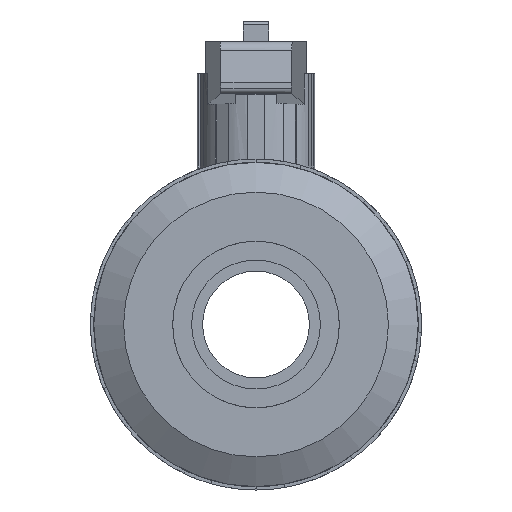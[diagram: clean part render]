
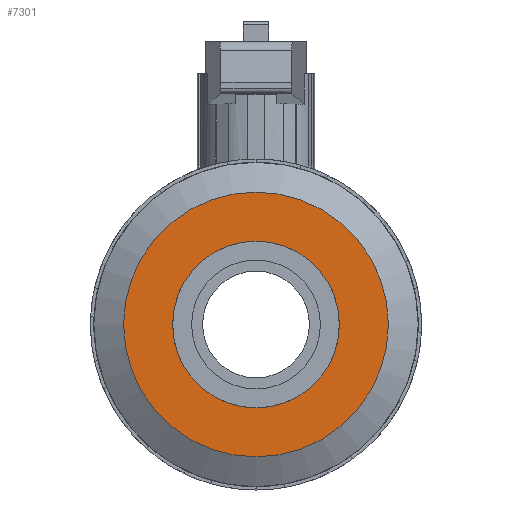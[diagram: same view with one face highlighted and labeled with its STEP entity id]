
A CAD part, left-side view. The second image highlights one B-rep face of the part: STEP entity #7301.
In plain terms, the highlighted planar face has unit normal (-1, 0, 0).
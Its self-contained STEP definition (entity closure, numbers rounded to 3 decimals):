
#584=CARTESIAN_POINT('',(-33.761,0.,-15.625));
#585=VERTEX_POINT('',#584);
#586=CARTESIAN_POINT('',(-33.761,0.0,0.0));
#587=DIRECTION('',(-1.0,0.0,0.0));
#588=DIRECTION('',(0.0,0.0,1.0));
#589=AXIS2_PLACEMENT_3D('',#586,#587,#588);
#590=CIRCLE('',#589,15.625);
#591=EDGE_CURVE('',#585,#585,#590,.T.);
#612=CARTESIAN_POINT('',(-33.761,0.,-24.8));
#613=VERTEX_POINT('',#612);
#614=CARTESIAN_POINT('',(-33.761,0.0,0.0));
#615=DIRECTION('',(-1.0,0.0,0.0));
#616=DIRECTION('',(0.0,0.0,1.0));
#617=AXIS2_PLACEMENT_3D('',#614,#615,#616);
#618=CIRCLE('',#617,24.8);
#619=EDGE_CURVE('',#613,#613,#618,.T.);
#7290=CARTESIAN_POINT('',(-33.761,0.0,20.212));
#7291=DIRECTION('',(-1.0,0.0,0.0));
#7292=DIRECTION('',(0.0,0.0,1.0));
#7293=AXIS2_PLACEMENT_3D('',#7290,#7291,#7292);
#7294=PLANE('',#7293);
#7295=ORIENTED_EDGE('',*,*,#619,.T.);
#7296=EDGE_LOOP('',(#7295));
#7297=FACE_OUTER_BOUND('',#7296,.T.);
#7298=ORIENTED_EDGE('',*,*,#591,.F.);
#7299=EDGE_LOOP('',(#7298));
#7300=FACE_BOUND('',#7299,.T.);
#7301=ADVANCED_FACE('',(#7297,#7300),#7294,.T.);
